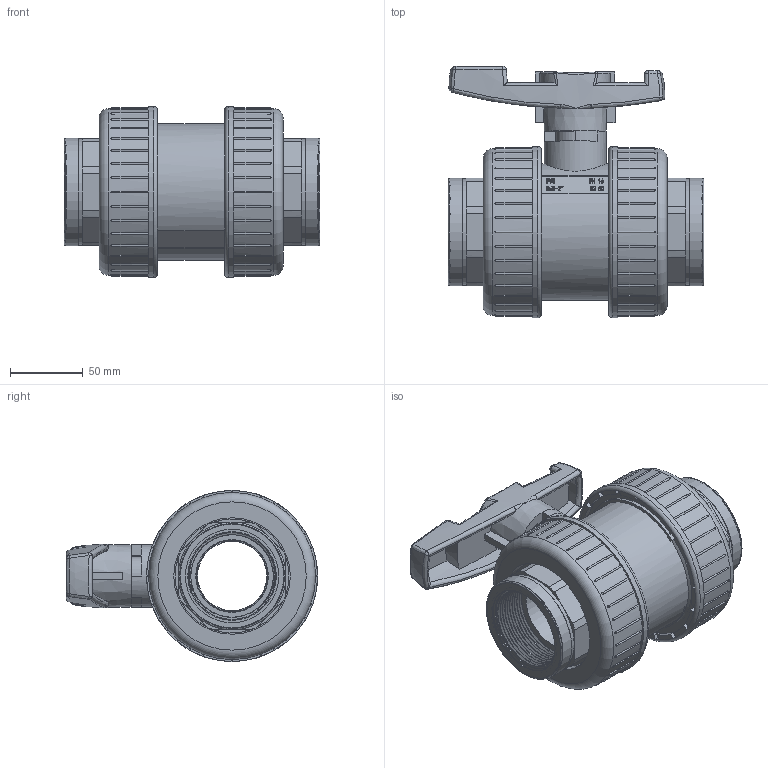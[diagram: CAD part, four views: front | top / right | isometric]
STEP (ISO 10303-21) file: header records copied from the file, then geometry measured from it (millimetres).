
FILE_DESCRIPTION(/* description */ (''),/* implementation_level */ '2;1');
FILE_NAME(/* name */ 'AKX972.000.063.step',/* time_stamp */ '2025-12-30T13:57:07+01:00',/* author */ (''),/* organization */ (''),/* preprocessor_version */ 'ST-DEVELOPER v20.1',/* originating_system */ 'Autodesk Translation Framework v14.21.0.0',/* authorisation */ '');
FILE_SCHEMA (('AUTOMOTIVE_DESIGN { 1 0 10303 214 3 1 1 }'));
Products named in the file (1): 2025-12-30-12-42-05-417
Bounding box: 175.4 x 172.41 x 117.44 mm (x, y, z)
Volume: 1027894.4 mm3; surface area: 335223.4 mm2
Topology: 18 solids, 18 shells, 1201 faces, 3317 edges, 2169 vertices
Faces by surface type: plane 544, cylinder 304, bspline 201, sphere 85, torus 60, cone 7
Full cylindrical faces by diameter (mm): 2.869 x1, 3.825 x1, 21.239 x4, 26.236 x3, 27.485 x1, 28.735 x2, 31.233 x1, 42.647 x1, 47.475 x1, 48.724 x2, 49.8 x2, 49.973 x2, 56.47 x3, 56.656 x20, 57.469 x1, 58.719 x3, 59.614 x22, 60.8 x2, 63.216 x3, 63.716 x1, 64 x2, 69.338 x1, 70.138 x3, 73 x4, 74 x2, 74.21 x3, 76.834 x1, 78 x2, 79.957 x2, 81.207 x1
Entity records: 92924 total; most frequent: CARTESIAN_POINT 63316, ORIENTED_EDGE 6536, DIRECTION 5707, EDGE_CURVE 3268, VERTEX_POINT 2169, AXIS2_PLACEMENT_3D 2124, LINE 1459, VECTOR 1459
